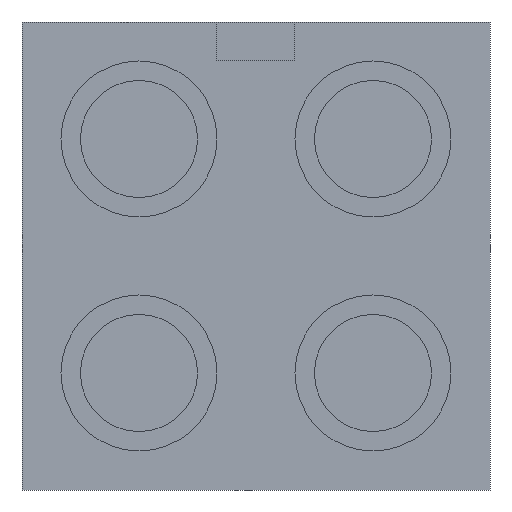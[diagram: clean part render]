
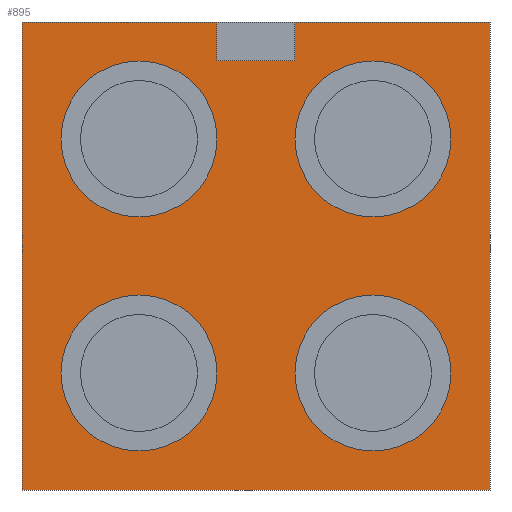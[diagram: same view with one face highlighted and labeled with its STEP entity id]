
A CAD part, front view. The second image highlights one B-rep face of the part: STEP entity #895.
In plain terms, the highlighted planar face has unit normal (0, -1, 0).
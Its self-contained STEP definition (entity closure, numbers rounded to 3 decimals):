
#30=FACE_BOUND('',#124,.T.);
#31=FACE_BOUND('',#125,.T.);
#32=FACE_BOUND('',#126,.T.);
#33=FACE_BOUND('',#127,.T.);
#35=CIRCLE('',#978,0.4);
#36=CIRCLE('',#979,0.4);
#37=CIRCLE('',#980,0.4);
#38=CIRCLE('',#981,0.4);
#39=CIRCLE('',#982,0.4);
#40=CIRCLE('',#983,0.4);
#41=CIRCLE('',#984,0.4);
#42=CIRCLE('',#985,0.4);
#67=FACE_OUTER_BOUND('',#123,.T.);
#123=EDGE_LOOP('',(#591,#592,#593,#594,#595,#596,#597,#598));
#124=EDGE_LOOP('',(#599,#600));
#125=EDGE_LOOP('',(#601,#602));
#126=EDGE_LOOP('',(#603,#604));
#127=EDGE_LOOP('',(#605,#606));
#180=LINE('',#1325,#274);
#184=LINE('',#1333,#278);
#187=LINE('',#1339,#281);
#191=LINE('',#1347,#285);
#192=LINE('',#1349,#286);
#193=LINE('',#1351,#287);
#194=LINE('',#1353,#288);
#195=LINE('',#1354,#289);
#274=VECTOR('',#1061,10.);
#278=VECTOR('',#1067,10.);
#281=VECTOR('',#1072,10.);
#285=VECTOR('',#1080,10.);
#286=VECTOR('',#1081,10.);
#287=VECTOR('',#1082,10.);
#288=VECTOR('',#1083,10.);
#289=VECTOR('',#1084,10.);
#368=VERTEX_POINT('',#1323);
#369=VERTEX_POINT('',#1324);
#372=VERTEX_POINT('',#1332);
#374=VERTEX_POINT('',#1338);
#376=VERTEX_POINT('',#1346);
#377=VERTEX_POINT('',#1348);
#378=VERTEX_POINT('',#1350);
#379=VERTEX_POINT('',#1352);
#380=VERTEX_POINT('',#1355);
#381=VERTEX_POINT('',#1356);
#382=VERTEX_POINT('',#1359);
#383=VERTEX_POINT('',#1360);
#384=VERTEX_POINT('',#1363);
#385=VERTEX_POINT('',#1364);
#386=VERTEX_POINT('',#1367);
#387=VERTEX_POINT('',#1368);
#453=EDGE_CURVE('',#368,#369,#180,.T.);
#457=EDGE_CURVE('',#372,#368,#184,.T.);
#460=EDGE_CURVE('',#374,#372,#187,.T.);
#464=EDGE_CURVE('',#376,#369,#191,.T.);
#465=EDGE_CURVE('',#377,#376,#192,.T.);
#466=EDGE_CURVE('',#378,#377,#193,.T.);
#467=EDGE_CURVE('',#379,#378,#194,.T.);
#468=EDGE_CURVE('',#374,#379,#195,.T.);
#469=EDGE_CURVE('',#380,#381,#35,.T.);
#470=EDGE_CURVE('',#381,#380,#36,.T.);
#471=EDGE_CURVE('',#382,#383,#37,.T.);
#472=EDGE_CURVE('',#383,#382,#38,.T.);
#473=EDGE_CURVE('',#384,#385,#39,.T.);
#474=EDGE_CURVE('',#385,#384,#40,.T.);
#475=EDGE_CURVE('',#386,#387,#41,.T.);
#476=EDGE_CURVE('',#387,#386,#42,.T.);
#591=ORIENTED_EDGE('',*,*,#460,.T.);
#592=ORIENTED_EDGE('',*,*,#457,.T.);
#593=ORIENTED_EDGE('',*,*,#453,.T.);
#594=ORIENTED_EDGE('',*,*,#464,.F.);
#595=ORIENTED_EDGE('',*,*,#465,.F.);
#596=ORIENTED_EDGE('',*,*,#466,.F.);
#597=ORIENTED_EDGE('',*,*,#467,.F.);
#598=ORIENTED_EDGE('',*,*,#468,.F.);
#599=ORIENTED_EDGE('',*,*,#469,.T.);
#600=ORIENTED_EDGE('',*,*,#470,.T.);
#601=ORIENTED_EDGE('',*,*,#471,.T.);
#602=ORIENTED_EDGE('',*,*,#472,.T.);
#603=ORIENTED_EDGE('',*,*,#473,.T.);
#604=ORIENTED_EDGE('',*,*,#474,.T.);
#605=ORIENTED_EDGE('',*,*,#475,.T.);
#606=ORIENTED_EDGE('',*,*,#476,.T.);
#823=PLANE('',#977);
#895=ADVANCED_FACE('',(#67,#30,#31,#32,#33),#823,.F.);
#977=AXIS2_PLACEMENT_3D('',#1345,#1078,#1079);
#978=AXIS2_PLACEMENT_3D('',#1357,#1085,#1086);
#979=AXIS2_PLACEMENT_3D('',#1358,#1087,#1088);
#980=AXIS2_PLACEMENT_3D('',#1361,#1089,#1090);
#981=AXIS2_PLACEMENT_3D('',#1362,#1091,#1092);
#982=AXIS2_PLACEMENT_3D('',#1365,#1093,#1094);
#983=AXIS2_PLACEMENT_3D('',#1366,#1095,#1096);
#984=AXIS2_PLACEMENT_3D('',#1369,#1097,#1098);
#985=AXIS2_PLACEMENT_3D('',#1370,#1099,#1100);
#1061=DIRECTION('',(0.,0.,1.));
#1067=DIRECTION('',(-1.,0.,0.));
#1072=DIRECTION('',(0.,0.,-1.));
#1078=DIRECTION('center_axis',(0.,1.,0.));
#1079=DIRECTION('ref_axis',(0.,0.,1.));
#1080=DIRECTION('',(1.,0.,0.));
#1081=DIRECTION('',(0.,0.,1.));
#1082=DIRECTION('',(-1.,0.,0.));
#1083=DIRECTION('',(0.,0.,-1.));
#1084=DIRECTION('',(1.,0.,0.));
#1085=DIRECTION('center_axis',(0.,1.,0.));
#1086=DIRECTION('ref_axis',(1.,0.,0.));
#1087=DIRECTION('center_axis',(0.,1.,0.));
#1088=DIRECTION('ref_axis',(1.,0.,0.));
#1089=DIRECTION('center_axis',(0.,1.,0.));
#1090=DIRECTION('ref_axis',(1.,0.,0.));
#1091=DIRECTION('center_axis',(0.,1.,0.));
#1092=DIRECTION('ref_axis',(1.,0.,0.));
#1093=DIRECTION('center_axis',(0.,1.,0.));
#1094=DIRECTION('ref_axis',(1.,0.,0.));
#1095=DIRECTION('center_axis',(0.,1.,0.));
#1096=DIRECTION('ref_axis',(1.,0.,0.));
#1097=DIRECTION('center_axis',(0.,1.,0.));
#1098=DIRECTION('ref_axis',(1.,0.,0.));
#1099=DIRECTION('center_axis',(0.,1.,0.));
#1100=DIRECTION('ref_axis',(1.,0.,0.));
#1323=CARTESIAN_POINT('',(-0.2,0.,1.));
#1324=CARTESIAN_POINT('',(-0.2,0.,1.2));
#1325=CARTESIAN_POINT('',(-0.2,0.,0.5));
#1332=CARTESIAN_POINT('',(0.2,0.,1.));
#1333=CARTESIAN_POINT('',(0.1,0.,1.));
#1338=CARTESIAN_POINT('',(0.2,0.,1.2));
#1339=CARTESIAN_POINT('',(0.2,0.,0.6));
#1345=CARTESIAN_POINT('Origin',(0.,0.,0.));
#1346=CARTESIAN_POINT('',(-1.2,0.,1.2));
#1347=CARTESIAN_POINT('',(-1.2,0.,1.2));
#1348=CARTESIAN_POINT('',(-1.2,0.,-1.2));
#1349=CARTESIAN_POINT('',(-1.2,0.,-1.2));
#1350=CARTESIAN_POINT('',(1.2,0.,-1.2));
#1351=CARTESIAN_POINT('',(1.2,0.,-1.2));
#1352=CARTESIAN_POINT('',(1.2,0.,1.2));
#1353=CARTESIAN_POINT('',(1.2,0.,1.2));
#1354=CARTESIAN_POINT('',(-1.2,0.,1.2));
#1355=CARTESIAN_POINT('',(-0.2,0.,0.6));
#1356=CARTESIAN_POINT('',(-1.,0.,0.6));
#1357=CARTESIAN_POINT('Origin',(-0.6,0.,0.6));
#1358=CARTESIAN_POINT('Origin',(-0.6,0.,0.6));
#1359=CARTESIAN_POINT('',(-0.2,0.,-0.6));
#1360=CARTESIAN_POINT('',(-1.,0.,-0.6));
#1361=CARTESIAN_POINT('Origin',(-0.6,0.,-0.6));
#1362=CARTESIAN_POINT('Origin',(-0.6,0.,-0.6));
#1363=CARTESIAN_POINT('',(1.,0.,-0.6));
#1364=CARTESIAN_POINT('',(0.2,0.,-0.6));
#1365=CARTESIAN_POINT('Origin',(0.6,0.,-0.6));
#1366=CARTESIAN_POINT('Origin',(0.6,0.,-0.6));
#1367=CARTESIAN_POINT('',(1.,0.,0.6));
#1368=CARTESIAN_POINT('',(0.2,0.,0.6));
#1369=CARTESIAN_POINT('Origin',(0.6,0.,0.6));
#1370=CARTESIAN_POINT('Origin',(0.6,0.,0.6));
